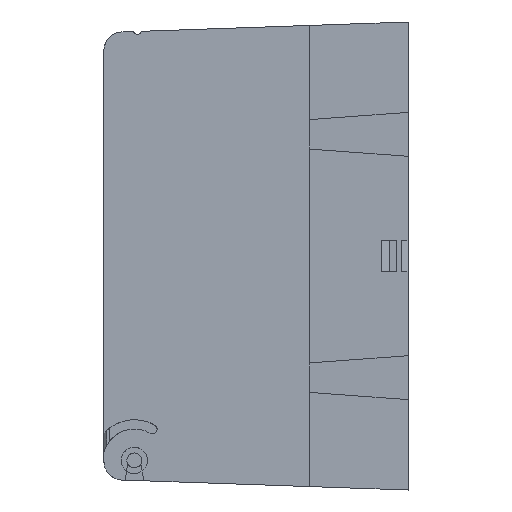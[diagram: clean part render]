
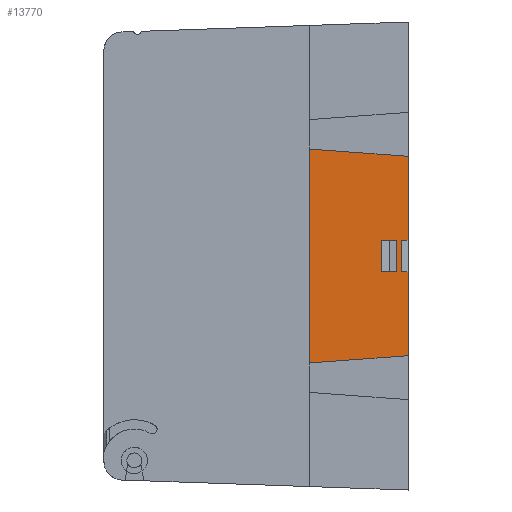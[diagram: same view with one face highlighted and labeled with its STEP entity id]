
A CAD part, left-side view. The second image highlights one B-rep face of the part: STEP entity #13770.
In plain terms, the highlighted face is planar.
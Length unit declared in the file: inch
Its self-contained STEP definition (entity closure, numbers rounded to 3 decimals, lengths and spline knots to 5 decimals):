
#124 = EDGE_LOOP ( 'NONE', ( #23622, #12068, #14744, #22706 ) ) ;
#325 = CARTESIAN_POINT ( 'NONE',  ( 0.8575, 1.05, -1.14282 ) ) ;
#483 = VECTOR ( 'NONE', #20044, 39.37008 ) ;
#698 = ORIENTED_EDGE ( 'NONE', *, *, #11721, .T. ) ;
#1513 = LINE ( 'NONE', #25272, #17771 ) ;
#1586 = PLANE ( 'NONE',  #21850 ) ;
#1601 = VERTEX_POINT ( 'NONE', #18067 ) ;
#1834 = ORIENTED_EDGE ( 'NONE', *, *, #12602, .F. ) ;
#1919 = EDGE_CURVE ( 'NONE', #19733, #2574, #22932, .T. ) ;
#2189 = LINE ( 'NONE', #9991, #24624 ) ;
#2531 = VERTEX_POINT ( 'NONE', #23393 ) ;
#2574 = VERTEX_POINT ( 'NONE', #23023 ) ;
#2644 = VECTOR ( 'NONE', #23712, 39.37008 ) ;
#3147 = CARTESIAN_POINT ( 'NONE',  ( 0.8575, 0., 2.25 ) ) ;
#3369 = CARTESIAN_POINT ( 'NONE',  ( 0.8575, 0., -0.17 ) ) ;
#3726 = EDGE_CURVE ( 'NONE', #15318, #8628, #13986, .T. ) ;
#3933 = CARTESIAN_POINT ( 'NONE',  ( 0.8575, 1.05, -2.21333 ) ) ;
#4041 = ORIENTED_EDGE ( 'NONE', *, *, #13792, .T. ) ;
#4383 = CARTESIAN_POINT ( 'NONE',  ( 0.8575, 0.2816, 0.17 ) ) ;
#4926 = ORIENTED_EDGE ( 'NONE', *, *, #15941, .F. ) ;
#4953 = ORIENTED_EDGE ( 'NONE', *, *, #21710, .F. ) ;
#5564 = DIRECTION ( 'NONE',  ( 0., 0., -1. ) ) ;
#5828 = VECTOR ( 'NONE', #7417, 39.37008 ) ;
#6205 = VERTEX_POINT ( 'NONE', #16359 ) ;
#6539 = DIRECTION ( 'NONE',  ( 0., -0.997, 0.074 ) ) ;
#7099 = DIRECTION ( 'NONE',  ( 0., 0., -1. ) ) ;
#7100 = LINE ( 'NONE', #10954, #14714 ) ;
#7417 = DIRECTION ( 'NONE',  ( 0., 0., 1. ) ) ;
#7915 = DIRECTION ( 'NONE',  ( 0., 0., -1. ) ) ;
#8280 = VERTEX_POINT ( 'NONE', #15696 ) ;
#8628 = VERTEX_POINT ( 'NONE', #13483 ) ;
#8760 = CARTESIAN_POINT ( 'NONE',  ( 0.8575, 0.07, -0.17 ) ) ;
#8940 = VECTOR ( 'NONE', #6539, 39.37008 ) ;
#8943 = ORIENTED_EDGE ( 'NONE', *, *, #22886, .T. ) ;
#9124 = VECTOR ( 'NONE', #10738, 39.37008 ) ;
#9319 = DIRECTION ( 'NONE',  ( 0., 0., 1. ) ) ;
#9827 = VERTEX_POINT ( 'NONE', #3369 ) ;
#9991 = CARTESIAN_POINT ( 'NONE',  ( 0.8575, 0., 2.25 ) ) ;
#10566 = EDGE_CURVE ( 'NONE', #8280, #1601, #7100, .T. ) ;
#10738 = DIRECTION ( 'NONE',  ( 0., 1., 0. ) ) ;
#10953 = FACE_BOUND ( 'NONE', #124, .T. ) ;
#10954 = CARTESIAN_POINT ( 'NONE',  ( 0.8575, 0., 1.065 ) ) ;
#11721 = EDGE_CURVE ( 'NONE', #13650, #8280, #12472, .T. ) ;
#12068 = ORIENTED_EDGE ( 'NONE', *, *, #20307, .T. ) ;
#12367 = CARTESIAN_POINT ( 'NONE',  ( 0.8575, 0.12, 0.17 ) ) ;
#12404 = LINE ( 'NONE', #20275, #9124 ) ;
#12472 = LINE ( 'NONE', #3933, #2644 ) ;
#12478 = LINE ( 'NONE', #20589, #17699 ) ;
#12590 = DIRECTION ( 'NONE',  ( 0., 0., 1. ) ) ;
#12602 = EDGE_CURVE ( 'NONE', #9827, #18048, #12404, .T. ) ;
#12619 = DIRECTION ( 'NONE',  ( 0., 1., 0. ) ) ;
#13362 = EDGE_CURVE ( 'NONE', #2574, #8628, #12478, .T. ) ;
#13483 = CARTESIAN_POINT ( 'NONE',  ( 0.8575, 0.2816, 0.17 ) ) ;
#13485 = LINE ( 'NONE', #3147, #13586 ) ;
#13586 = VECTOR ( 'NONE', #5564, 39.37008 ) ;
#13650 = VERTEX_POINT ( 'NONE', #325 ) ;
#13770 = ADVANCED_FACE ( 'NONE', ( #16994, #10953 ), #1586, .T. ) ;
#13792 = EDGE_CURVE ( 'NONE', #9827, #2531, #13485, .T. ) ;
#13986 = LINE ( 'NONE', #4383, #483 ) ;
#14063 = ORIENTED_EDGE ( 'NONE', *, *, #24899, .T. ) ;
#14714 = VECTOR ( 'NONE', #20610, 39.37008 ) ;
#14728 = ORIENTED_EDGE ( 'NONE', *, *, #10566, .T. ) ;
#14744 = ORIENTED_EDGE ( 'NONE', *, *, #3726, .T. ) ;
#14926 = CARTESIAN_POINT ( 'NONE',  ( 0.8575, 1.05, 2.21333 ) ) ;
#15318 = VERTEX_POINT ( 'NONE', #12367 ) ;
#15368 = CARTESIAN_POINT ( 'NONE',  ( 0.8575, 0.12, -0.17 ) ) ;
#15696 = CARTESIAN_POINT ( 'NONE',  ( 0.8575, 1.05, 1.14282 ) ) ;
#15941 = EDGE_CURVE ( 'NONE', #13650, #2531, #20557, .T. ) ;
#15957 = LINE ( 'NONE', #21781, #24686 ) ;
#16359 = CARTESIAN_POINT ( 'NONE',  ( 0.8575, 0.07, 0.17 ) ) ;
#16820 = CARTESIAN_POINT ( 'NONE',  ( 0.8575, 0.12, -0.17 ) ) ;
#16994 = FACE_OUTER_BOUND ( 'NONE', #19321, .T. ) ;
#17699 = VECTOR ( 'NONE', #12590, 39.37008 ) ;
#17771 = VECTOR ( 'NONE', #9319, 39.37008 ) ;
#18048 = VERTEX_POINT ( 'NONE', #8760 ) ;
#18067 = CARTESIAN_POINT ( 'NONE',  ( 0.8575, 0., 1.065 ) ) ;
#19083 = VECTOR ( 'NONE', #12619, 39.37008 ) ;
#19321 = EDGE_LOOP ( 'NONE', ( #1834, #4041, #4926, #698, #14728, #8943, #14063, #4953 ) ) ;
#19733 = VERTEX_POINT ( 'NONE', #16820 ) ;
#20044 = DIRECTION ( 'NONE',  ( 0., 1., 0. ) ) ;
#20275 = CARTESIAN_POINT ( 'NONE',  ( 0.8575, 0., -0.17 ) ) ;
#20307 = EDGE_CURVE ( 'NONE', #19733, #15318, #25049, .T. ) ;
#20557 = LINE ( 'NONE', #24168, #8940 ) ;
#20589 = CARTESIAN_POINT ( 'NONE',  ( 0.8575, 0.2816, -0.17 ) ) ;
#20610 = DIRECTION ( 'NONE',  ( 0., -0.997, -0.074 ) ) ;
#20618 = CARTESIAN_POINT ( 'NONE',  ( 0.8575, 0.2816, -0.17 ) ) ;
#20669 = VERTEX_POINT ( 'NONE', #21417 ) ;
#21417 = CARTESIAN_POINT ( 'NONE',  ( 0.8575, 0., 0.17 ) ) ;
#21710 = EDGE_CURVE ( 'NONE', #18048, #6205, #1513, .T. ) ;
#21781 = CARTESIAN_POINT ( 'NONE',  ( 0.8575, 0., 0.17 ) ) ;
#21850 = AXIS2_PLACEMENT_3D ( 'NONE', #14926, #25229, #7099 ) ;
#22706 = ORIENTED_EDGE ( 'NONE', *, *, #13362, .F. ) ;
#22886 = EDGE_CURVE ( 'NONE', #1601, #20669, #2189, .T. ) ;
#22932 = LINE ( 'NONE', #20618, #19083 ) ;
#23023 = CARTESIAN_POINT ( 'NONE',  ( 0.8575, 0.2816, -0.17 ) ) ;
#23393 = CARTESIAN_POINT ( 'NONE',  ( 0.8575, 0., -1.065 ) ) ;
#23622 = ORIENTED_EDGE ( 'NONE', *, *, #1919, .F. ) ;
#23712 = DIRECTION ( 'NONE',  ( 0., 0., 1. ) ) ;
#23838 = DIRECTION ( 'NONE',  ( 0., 1., 0. ) ) ;
#24168 = CARTESIAN_POINT ( 'NONE',  ( 0.8575, 0.80261, -1.12449 ) ) ;
#24624 = VECTOR ( 'NONE', #7915, 39.37008 ) ;
#24686 = VECTOR ( 'NONE', #23838, 39.37008 ) ;
#24899 = EDGE_CURVE ( 'NONE', #20669, #6205, #15957, .T. ) ;
#25049 = LINE ( 'NONE', #15368, #5828 ) ;
#25229 = DIRECTION ( 'NONE',  ( 1., 0., 0. ) ) ;
#25272 = CARTESIAN_POINT ( 'NONE',  ( 0.8575, 0.07, -0.17 ) ) ;
